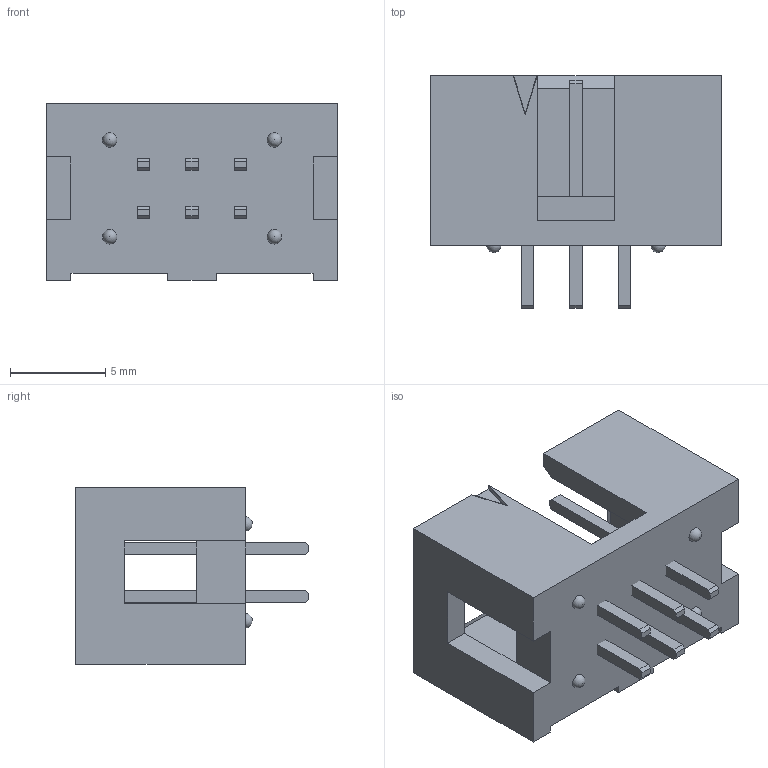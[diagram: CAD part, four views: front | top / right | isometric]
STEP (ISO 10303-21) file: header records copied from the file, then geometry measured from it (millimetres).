
FILE_DESCRIPTION( ( 'STEP AP214' ), '1' );
FILE_NAME( 'TST-103-01-G-D.stp', '2022-02-03T22:06:08', ( 'License CC BY-ND 4.0' ), ( 'CADENAS' ), ' ', 'PARTsolutions', ' ' );
FILE_SCHEMA( ( 'AUTOMOTIVE_DESIGN { 1 0 10303 214 1 1 1 1 }' ) );
Length unit declared in the file: inch
Products named in the file (4): TST-103-01-G-D; _TST-103-01-D_header; _TST-First_Position_Indicator; _T-1S6-03-01-D
Assembly tree (3 placements, depth 2):
  TST-103-01-G-D
    _TST-103-01-D_header
    _TST-First_Position_Indicator
    _T-1S6-03-01-D
Bounding box: 15.24 x 12.19 x 9.27 mm (x, y, z)
Volume: 650.9 mm3; surface area: 1130.8 mm2
Topology: 3 solids, 3 shells, 122 faces, 353 edges, 233 vertices
Faces by surface type: plane 118, sphere 4
Entity records: 4903 total; most frequent: CARTESIAN_POINT 696, ORIENTED_EDGE 682, DIRECTION 597, EDGE_CURVE 341, LINE 337, VECTOR 337, VERTEX_POINT 229, AXIS2_PLACEMENT_3D 130
